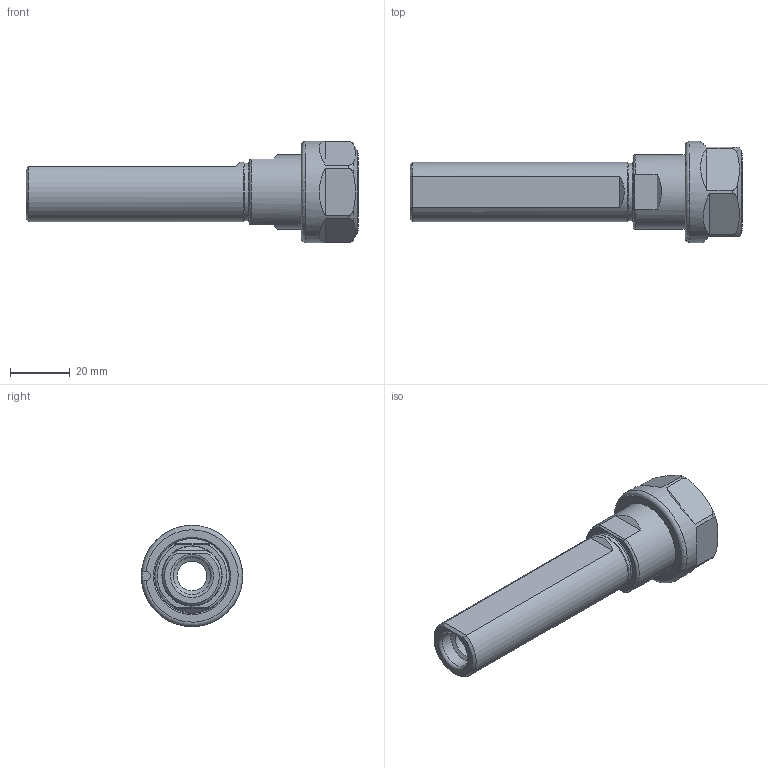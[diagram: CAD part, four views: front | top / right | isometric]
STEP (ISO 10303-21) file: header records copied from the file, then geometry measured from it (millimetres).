
FILE_DESCRIPTION(/* description */ (''),/* implementation_level */ '2;1');
FILE_NAME(/* name */ 'SL20-ER20-0295.stp',/* time_stamp */ '2024-06-05T17:36:59+08:00',/* author */ ('Administrator'),/* organization */ (''),/* preprocessor_version */ 'ST-DEVELOPER v20',/* originating_system */ 'Autodesk Inventor 2025',/* authorisation */ '');
FILE_SCHEMA (('AUTOMOTIVE_DESIGN { 1 0 10303 214 3 1 1 }'));
Length unit declared in the file: millimetre
Products named in the file (3): SL20-ER20-0295; SL20-ER20-0295_1; 金杰   ER20A   单偏心压帽
Assembly tree (2 placements, depth 2):
  SL20-ER20-0295
    SL20-ER20-0295_1
    金杰   ER20A   单偏心压帽
Bounding box: 111.43 x 34 x 34 mm (x, y, z)
Volume: 30259.1 mm3; surface area: 15414.4 mm2
Topology: 2 solids, 2 shells, 73 faces, 188 edges, 121 vertices
Faces by surface type: plane 32, cylinder 14, torus 14, cone 13
Full cylindrical faces by diameter (mm): 10 x1, 10.917 x1, 12.5 x1, 13.5 x1, 15.9 x1, 19.4 x1, 20 x1, 20.65 x1, 23.5 x1, 25 x1, 26 x1, 34 x1
Entity records: 2571 total; most frequent: CARTESIAN_POINT 674, DIRECTION 392, ORIENTED_EDGE 376, EDGE_CURVE 188, AXIS2_PLACEMENT_3D 165, VERTEX_POINT 121, EDGE_LOOP 79, CIRCLE 77
